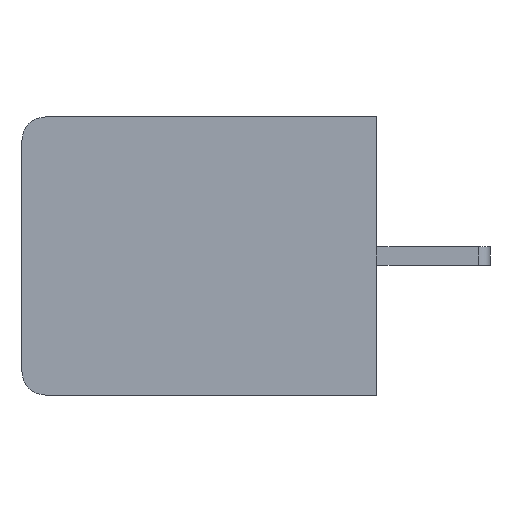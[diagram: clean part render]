
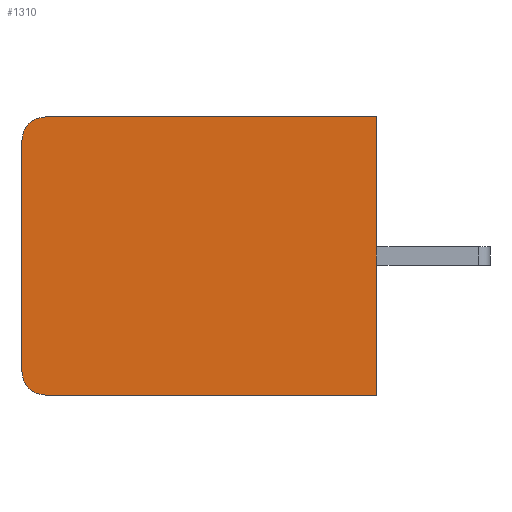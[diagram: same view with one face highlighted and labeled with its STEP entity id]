
A CAD part, left-side view. The second image highlights one B-rep face of the part: STEP entity #1310.
In plain terms, the highlighted planar face has unit normal (-1, 0, 0).
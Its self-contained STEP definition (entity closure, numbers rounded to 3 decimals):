
#533 = VERTEX_POINT('',#534);
#534 = CARTESIAN_POINT('',(-12.39,14.3,-6.));
#549 = VERTEX_POINT('',#550);
#550 = CARTESIAN_POINT('',(-12.39,0.,-6.));
#556 = EDGE_CURVE('',#549,#533,#557,.T.);
#557 = LINE('',#558,#559);
#558 = CARTESIAN_POINT('',(-12.39,14.3,-6.));
#559 = VECTOR('',#560,1.);
#560 = DIRECTION('',(-0.,1.,0.));
#621 = VERTEX_POINT('',#622);
#622 = CARTESIAN_POINT('',(-12.39,14.3,6.));
#628 = EDGE_CURVE('',#621,#629,#631,.T.);
#629 = VERTEX_POINT('',#630);
#630 = CARTESIAN_POINT('',(-12.39,0.,6.));
#631 = LINE('',#632,#633);
#632 = CARTESIAN_POINT('',(-12.39,0.,6.));
#633 = VECTOR('',#634,1.);
#634 = DIRECTION('',(-0.,-1.,0.));
#1046 = EDGE_CURVE('',#533,#1047,#1049,.T.);
#1047 = VERTEX_POINT('',#1048);
#1048 = CARTESIAN_POINT('',(-12.39,15.3,-5.));
#1049 = CIRCLE('',#1050,1.);
#1050 = AXIS2_PLACEMENT_3D('',#1051,#1052,#1053);
#1051 = CARTESIAN_POINT('',(-12.39,14.3,-5.));
#1052 = DIRECTION('',(1.,0.,-0.));
#1053 = DIRECTION('',(0.,0.,1.));
#1078 = EDGE_CURVE('',#1047,#1079,#1081,.T.);
#1079 = VERTEX_POINT('',#1080);
#1080 = CARTESIAN_POINT('',(-12.39,15.3,5.));
#1081 = LINE('',#1082,#1083);
#1082 = CARTESIAN_POINT('',(-12.39,15.3,5.));
#1083 = VECTOR('',#1084,1.);
#1084 = DIRECTION('',(-0.,0.,1.));
#1108 = EDGE_CURVE('',#1079,#621,#1109,.T.);
#1109 = CIRCLE('',#1110,1.);
#1110 = AXIS2_PLACEMENT_3D('',#1111,#1112,#1113);
#1111 = CARTESIAN_POINT('',(-12.39,14.3,5.));
#1112 = DIRECTION('',(1.,0.,-0.));
#1113 = DIRECTION('',(0.,0.,1.));
#1132 = EDGE_CURVE('',#629,#549,#1133,.T.);
#1133 = LINE('',#1134,#1135);
#1134 = CARTESIAN_POINT('',(-12.39,0.,-6.));
#1135 = VECTOR('',#1136,1.);
#1136 = DIRECTION('',(-0.,0.,-1.));
#1310 = ADVANCED_FACE('',(#1311),#1319,.T.);
#1311 = FACE_BOUND('',#1312,.T.);
#1312 = EDGE_LOOP('',(#1313,#1314,#1315,#1316,#1317,#1318));
#1313 = ORIENTED_EDGE('',*,*,#1132,.F.);
#1314 = ORIENTED_EDGE('',*,*,#628,.F.);
#1315 = ORIENTED_EDGE('',*,*,#1108,.F.);
#1316 = ORIENTED_EDGE('',*,*,#1078,.F.);
#1317 = ORIENTED_EDGE('',*,*,#1046,.F.);
#1318 = ORIENTED_EDGE('',*,*,#556,.F.);
#1319 = PLANE('',#1320);
#1320 = AXIS2_PLACEMENT_3D('',#1321,#1322,#1323);
#1321 = CARTESIAN_POINT('',(-12.39,14.3,5.));
#1322 = DIRECTION('',(-1.,-0.,0.));
#1323 = DIRECTION('',(0.,0.,1.));
